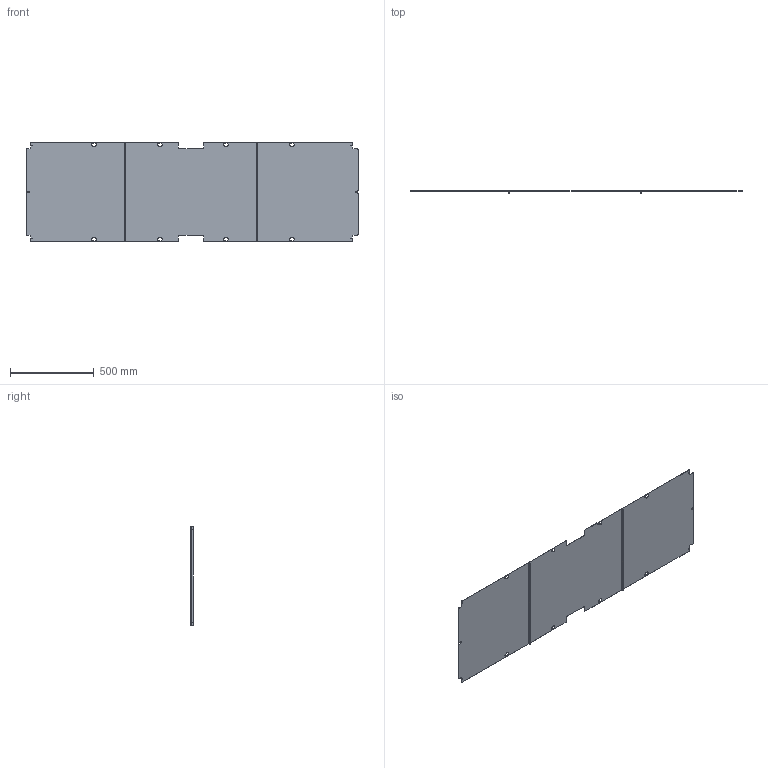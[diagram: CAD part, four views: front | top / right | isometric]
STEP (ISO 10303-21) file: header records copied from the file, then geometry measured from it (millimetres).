
FILE_DESCRIPTION (( 'STEP AP214' ), '1' );
FILE_NAME ('SCE-NBP8024.STEP', '2024-04-24T12:30:04', ( '' ), ( '' ), 'SwSTEP 2.0', 'SolidWorks 2023', '' );
FILE_SCHEMA (( 'AUTOMOTIVE_DESIGN' ));
Length unit declared in the file: inch
Products named in the file (1): SCE-NBP8024
Bounding box: 1981.2 x 12.7 x 593.73 mm (x, y, z)
Volume: 1798352.5 mm3; surface area: 2373188.6 mm2
Topology: 3 solids, 3 shells, 174 faces, 472 edges, 304 vertices
Faces by surface type: cylinder 94, plane 80
Entity records: 5637 total; most frequent: DIRECTION 1010, CARTESIAN_POINT 951, ORIENTED_EDGE 944, EDGE_CURVE 472, AXIS2_PLACEMENT_3D 363, VERTEX_POINT 304, LINE 284, VECTOR 284
